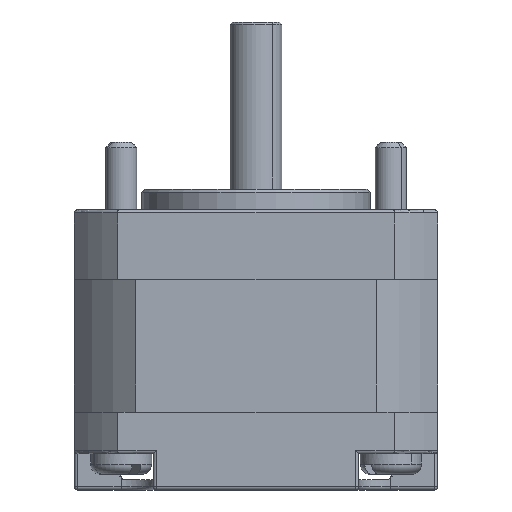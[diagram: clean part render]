
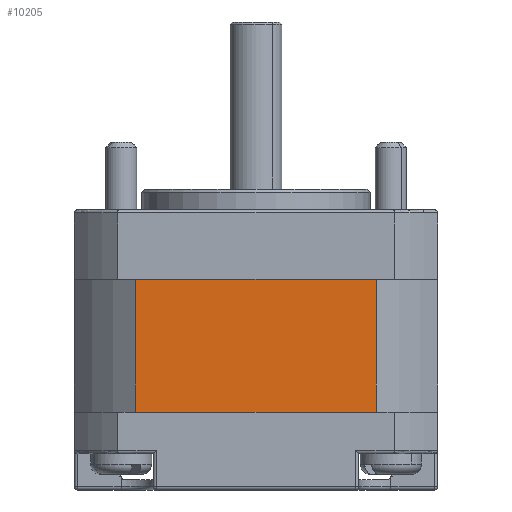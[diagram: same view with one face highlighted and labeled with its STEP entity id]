
A CAD part, front view. The second image highlights one B-rep face of the part: STEP entity #10205.
In plain terms, the highlighted planar face has unit normal (0, -1, 0).
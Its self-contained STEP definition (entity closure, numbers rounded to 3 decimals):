
#53 = AXIS2_PLACEMENT_3D ( 'NONE', #11048, #1886, #9123 ) ;
#147 = CARTESIAN_POINT ( 'NONE',  ( 11.608, -17.5, -19.5 ) ) ;
#171 = VECTOR ( 'NONE', #7383, 1000. ) ;
#205 = VECTOR ( 'NONE', #6652, 1000. ) ;
#596 = VECTOR ( 'NONE', #9864, 1000. ) ;
#911 = VERTEX_POINT ( 'NONE', #5442 ) ;
#1205 = LINE ( 'NONE', #3870, #205 ) ;
#1886 = DIRECTION ( 'NONE',  ( 0., 1., 0. ) ) ;
#1894 = LINE ( 'NONE', #11397, #596 ) ;
#2373 = LINE ( 'NONE', #6972, #11278 ) ;
#2483 = EDGE_CURVE ( 'Defeatured_0_50+Defeatured_0_215+Defeatured_0_53+Defeatured_0_54', #7943, #5544, #2373, .T. ) ;
#3828 = EDGE_LOOP ( 'NONE', ( #9429, #9403, #8623, #5672 ) ) ;
#3870 = CARTESIAN_POINT ( 'NONE',  ( -17.5, -17.5, -6.7 ) ) ;
#4647 = CARTESIAN_POINT ( 'NONE',  ( -11.608, -17.5, -19.5 ) ) ;
#5249 = CARTESIAN_POINT ( 'NONE',  ( 11.608, -17.5, -6.7 ) ) ;
#5442 = CARTESIAN_POINT ( 'NONE',  ( -11.608, -17.5, -6.7 ) ) ;
#5544 = VERTEX_POINT ( 'NONE', #147 ) ;
#5672 = ORIENTED_EDGE ( 'NONE', *, *, #8632, .F. ) ;
#5975 = DIRECTION ( 'NONE',  ( 1., 0., 0. ) ) ;
#6652 = DIRECTION ( 'NONE',  ( 1., 0., 0. ) ) ;
#6972 = CARTESIAN_POINT ( 'NONE',  ( -17.5, -17.5, -19.5 ) ) ;
#7383 = DIRECTION ( 'NONE',  ( 0., 0., 1. ) ) ;
#7803 = FACE_OUTER_BOUND ( 'NONE', #3828, .T. ) ;
#7943 = VERTEX_POINT ( 'NONE', #8047 ) ;
#8047 = CARTESIAN_POINT ( 'NONE',  ( -11.608, -17.5, -19.5 ) ) ;
#8623 = ORIENTED_EDGE ( 'NONE', *, *, #10984, .F. ) ;
#8632 = EDGE_CURVE ( 'Defeatured_0_18+Defeatured_0_50+Defeatured_0_12+Defeatured_0_13', #911, #10171, #1205, .T. ) ;
#9123 = DIRECTION ( 'NONE',  ( 0., 0., 1. ) ) ;
#9403 = ORIENTED_EDGE ( 'NONE', *, *, #2483, .T. ) ;
#9429 = ORIENTED_EDGE ( 'NONE', *, *, #10236, .F. ) ;
#9498 = LINE ( 'NONE', #4647, #171 ) ;
#9864 = DIRECTION ( 'NONE',  ( 0., 0., -1. ) ) ;
#10171 = VERTEX_POINT ( 'NONE', #5249 ) ;
#10205 = ADVANCED_FACE ( 'Defeatured_0_50', ( #7803 ), #11741, .F. ) ;
#10236 = EDGE_CURVE ( 'Defeatured_0_53+Defeatured_0_50+Defeatured_0_209+Defeatured_0_12', #7943, #911, #9498, .T. ) ;
#10984 = EDGE_CURVE ( 'Defeatured_0_54+Defeatured_0_50+Defeatured_0_13+Defeatured_0_210', #10171, #5544, #1894, .T. ) ;
#11048 = CARTESIAN_POINT ( 'NONE',  ( -17.5, -17.5, -6.7 ) ) ;
#11278 = VECTOR ( 'NONE', #5975, 1000. ) ;
#11397 = CARTESIAN_POINT ( 'NONE',  ( 11.608, -17.5, -19.5 ) ) ;
#11741 = PLANE ( 'NONE',  #53 ) ;
